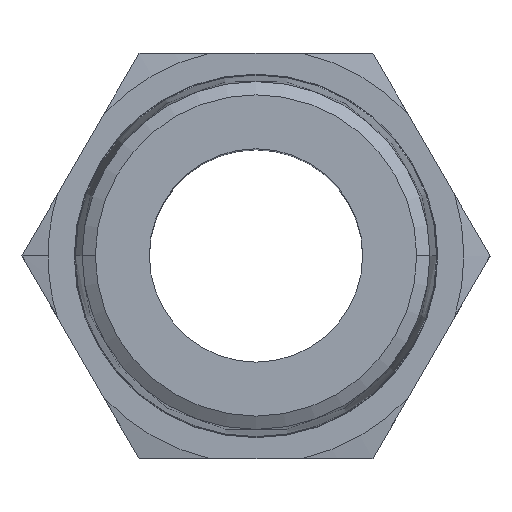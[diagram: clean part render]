
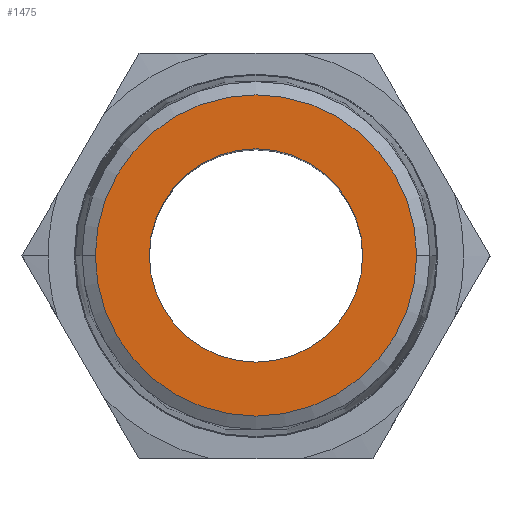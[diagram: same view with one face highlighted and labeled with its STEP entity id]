
A CAD part, top view. The second image highlights one B-rep face of the part: STEP entity #1475.
In plain terms, the highlighted planar face has unit normal (0, 0, 1).
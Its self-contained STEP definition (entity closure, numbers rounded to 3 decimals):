
#5 = DIRECTION ( 'NONE',  ( 0., 0., 1. ) ) ;
#12 = AXIS2_PLACEMENT_3D ( 'NONE', #14, #5, #30 ) ;
#13 = CIRCLE ( 'NONE', #12, 5. ) ;
#14 = CARTESIAN_POINT ( 'NONE',  ( 0., 0., 14.5 ) ) ;
#30 = DIRECTION ( 'NONE',  ( 1., 0., 0. ) ) ;
#152 = DIRECTION ( 'NONE',  ( 1., 0., 0. ) ) ;
#153 = DIRECTION ( 'NONE',  ( 0., 0., 1. ) ) ;
#154 = AXIS2_PLACEMENT_3D ( 'NONE', #159, #153, #152 ) ;
#155 = CIRCLE ( 'NONE', #154, 5. ) ;
#156 = DIRECTION ( 'NONE',  ( -1., 0., 0. ) ) ;
#157 = DIRECTION ( 'NONE',  ( 0., 0., -1. ) ) ;
#158 = AXIS2_PLACEMENT_3D ( 'NONE', #160, #157, #156 ) ;
#159 = CARTESIAN_POINT ( 'NONE',  ( 0., 0., 14.5 ) ) ;
#160 = CARTESIAN_POINT ( 'NONE',  ( 0., 8.14, 14.5 ) ) ;
#161 = PLANE ( 'NONE',  #158 ) ;
#162 = FACE_OUTER_BOUND ( 'NONE', #1462, .T. ) ;
#208 = FACE_BOUND ( 'NONE', #1468, .T. ) ;
#220 = DIRECTION ( 'NONE',  ( 1., 0., 0. ) ) ;
#226 = DIRECTION ( 'NONE',  ( 0., 0., 1. ) ) ;
#227 = CARTESIAN_POINT ( 'NONE',  ( 0., 0., 14.5 ) ) ;
#228 = AXIS2_PLACEMENT_3D ( 'NONE', #227, #226, #220 ) ;
#229 = CIRCLE ( 'NONE', #228, 7.531 ) ;
#332 = CARTESIAN_POINT ( 'NONE',  ( 7.531, 0., 14.5 ) ) ;
#354 = CARTESIAN_POINT ( 'NONE',  ( 5., 0., 14.5 ) ) ;
#371 = CARTESIAN_POINT ( 'NONE',  ( -5., 0., 14.5 ) ) ;
#419 = DIRECTION ( 'NONE',  ( 1., 0., 0. ) ) ;
#420 = DIRECTION ( 'NONE',  ( 0., 0., 1. ) ) ;
#421 = CARTESIAN_POINT ( 'NONE',  ( 0., 0., 14.5 ) ) ;
#422 = AXIS2_PLACEMENT_3D ( 'NONE', #421, #420, #419 ) ;
#434 = CIRCLE ( 'NONE', #422, 7.531 ) ;
#1319 = CARTESIAN_POINT ( 'NONE',  ( -7.531, 0., 14.5 ) ) ;
#1365 = VERTEX_POINT ( 'NONE', #1319 ) ;
#1461 = ORIENTED_EDGE ( 'NONE', *, *, #1504, .F. ) ;
#1462 = EDGE_LOOP ( 'NONE', ( #1463, #1534 ) ) ;
#1463 = ORIENTED_EDGE ( 'NONE', *, *, #1464, .T. ) ;
#1464 = EDGE_CURVE ( 'NONE', #1365, #1543, #229, .T. ) ;
#1468 = EDGE_LOOP ( 'NONE', ( #1476, #1461 ) ) ;
#1475 = ADVANCED_FACE ( 'NONE', ( #208, #162 ), #161, .F. ) ;
#1476 = ORIENTED_EDGE ( 'NONE', *, *, #1477, .F. ) ;
#1477 = EDGE_CURVE ( 'NONE', #1555, #1557, #155, .T. ) ;
#1504 = EDGE_CURVE ( 'NONE', #1557, #1555, #13, .T. ) ;
#1534 = ORIENTED_EDGE ( 'NONE', *, *, #1604, .T. ) ;
#1543 = VERTEX_POINT ( 'NONE', #332 ) ;
#1555 = VERTEX_POINT ( 'NONE', #354 ) ;
#1557 = VERTEX_POINT ( 'NONE', #371 ) ;
#1604 = EDGE_CURVE ( 'NONE', #1543, #1365, #434, .T. ) ;
